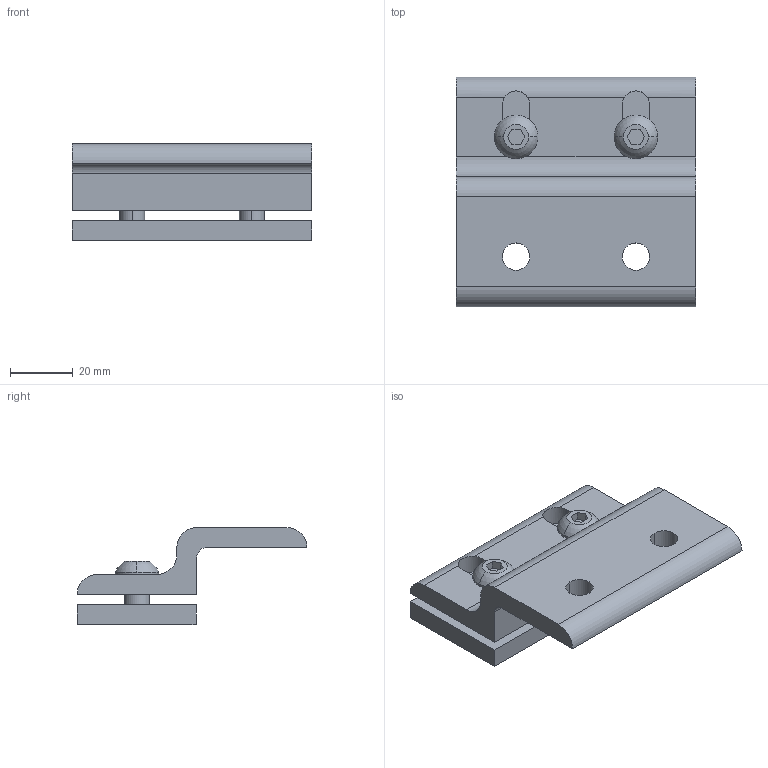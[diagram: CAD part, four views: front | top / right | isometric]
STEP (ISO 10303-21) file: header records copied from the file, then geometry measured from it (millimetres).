
FILE_DESCRIPTION((''),'2;1');
FILE_NAME('15AC7117.stp','2015-07-16T10:12:12',(''),(''),'Mechanical Desktop 2011','Mechanical Desktop 2011',', , ');
FILE_SCHEMA(('AUTOMOTIVE_DESIGN { 1 2 10303 214 1 1 1 1 }'));
Length unit declared in the file: inch
Products named in the file (1): Product
Bounding box: 76.2 x 73.13 x 30.86 mm (x, y, z)
Volume: 58233.9 mm3; surface area: 23469.4 mm2
Topology: 4 solids, 4 shells, 75 faces, 189 edges, 124 vertices
Faces by surface type: plane 42, cylinder 25, cone 4, sphere 4
Entity records: 2366 total; most frequent: CARTESIAN_POINT 415, DIRECTION 413, ORIENTED_EDGE 378, EDGE_CURVE 189, AXIS2_PLACEMENT_3D 150, VERTEX_POINT 124, VECTOR 113, LINE 113
